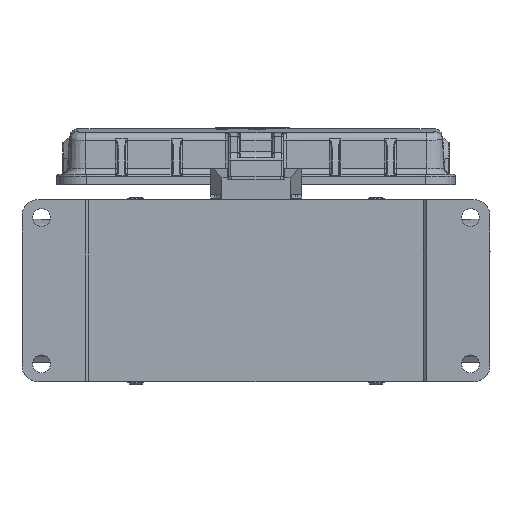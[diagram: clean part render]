
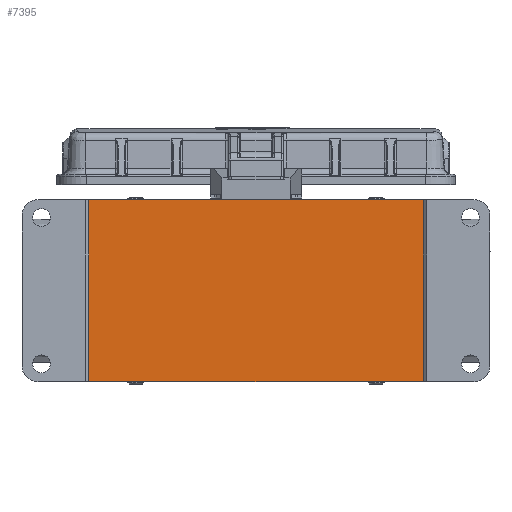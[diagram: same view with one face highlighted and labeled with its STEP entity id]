
A CAD part, front view. The second image highlights one B-rep face of the part: STEP entity #7395.
In plain terms, the highlighted planar face has unit normal (0, -1, 0).
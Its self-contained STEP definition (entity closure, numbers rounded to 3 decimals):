
#202 = PLANE ( 'NONE',  #35202 ) ;
#203 = CARTESIAN_POINT ( 'NONE',  ( 51.5, -22.995, 33.6 ) ) ;
#204 = DIRECTION ( 'NONE',  ( 0., 1., 0. ) ) ;
#205 = DIRECTION ( 'NONE',  ( 0., 0., 1. ) ) ;
#4217 = VERTEX_POINT ( 'NONE', #34150 ) ;
#4218 = VERTEX_POINT ( 'NONE', #34151 ) ;
#4219 = VERTEX_POINT ( 'NONE', #34152 ) ;
#4220 = VERTEX_POINT ( 'NONE', #34153 ) ;
#7395 = ADVANCED_FACE ( 'NONE', ( #35206 ), #202, .F. ) ;
#9318 = EDGE_CURVE ( 'NONE', #4217, #4219, #23482, .T. ) ;
#9319 = EDGE_CURVE ( 'NONE', #4217, #4218, #23485, .T. ) ;
#9320 = EDGE_CURVE ( 'NONE', #4220, #4219, #23488, .T. ) ;
#9321 = EDGE_CURVE ( 'NONE', #4220, #4218, #23491, .T. ) ;
#11503 = VECTOR ( 'NONE', #23484, 1000. ) ;
#11504 = VECTOR ( 'NONE', #23487, 1000. ) ;
#11505 = VECTOR ( 'NONE', #23490, 1000. ) ;
#11506 = VECTOR ( 'NONE', #23493, 1000. ) ;
#11939 = ORIENTED_EDGE ( 'NONE', *, *, #9319, .F. ) ;
#11941 = ORIENTED_EDGE ( 'NONE', *, *, #9320, .F. ) ;
#11942 = ORIENTED_EDGE ( 'NONE', *, *, #9318, .T. ) ;
#11944 = ORIENTED_EDGE ( 'NONE', *, *, #9321, .T. ) ;
#13918 = EDGE_LOOP ( 'NONE', ( #11939, #11942, #11941, #11944 ) ) ;
#23482 = LINE ( 'NONE', #23483, #11503 ) ;
#23483 = CARTESIAN_POINT ( 'NONE',  ( 51.5, -22.995, 33.6 ) ) ;
#23484 = DIRECTION ( 'NONE',  ( 0., 0., 1. ) ) ;
#23485 = LINE ( 'NONE', #23486, #11504 ) ;
#23486 = CARTESIAN_POINT ( 'NONE',  ( 72., -22.995, -28. ) ) ;
#23487 = DIRECTION ( 'NONE',  ( -1., 0., 0. ) ) ;
#23488 = LINE ( 'NONE', #23489, #11505 ) ;
#23489 = CARTESIAN_POINT ( 'NONE',  ( -72., -22.995, 28. ) ) ;
#23490 = DIRECTION ( 'NONE',  ( 1., 0., 0. ) ) ;
#23491 = LINE ( 'NONE', #23492, #11506 ) ;
#23492 = CARTESIAN_POINT ( 'NONE',  ( -51.5, -22.995, 33.6 ) ) ;
#23493 = DIRECTION ( 'NONE',  ( 0., 0., -1. ) ) ;
#34150 = CARTESIAN_POINT ( 'NONE',  ( 51.5, -22.995, -28. ) ) ;
#34151 = CARTESIAN_POINT ( 'NONE',  ( -51.5, -22.995, -28. ) ) ;
#34152 = CARTESIAN_POINT ( 'NONE',  ( 51.5, -22.995, 28. ) ) ;
#34153 = CARTESIAN_POINT ( 'NONE',  ( -51.5, -22.995, 28. ) ) ;
#35202 = AXIS2_PLACEMENT_3D ( 'NONE', #203, #204, #205 ) ;
#35206 = FACE_OUTER_BOUND ( 'NONE', #13918, .T. ) ;
